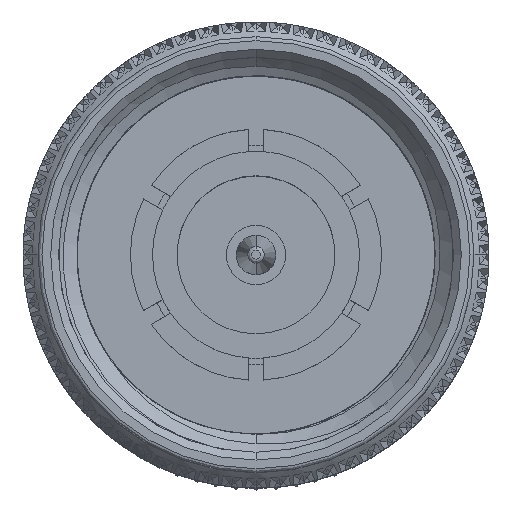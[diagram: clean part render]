
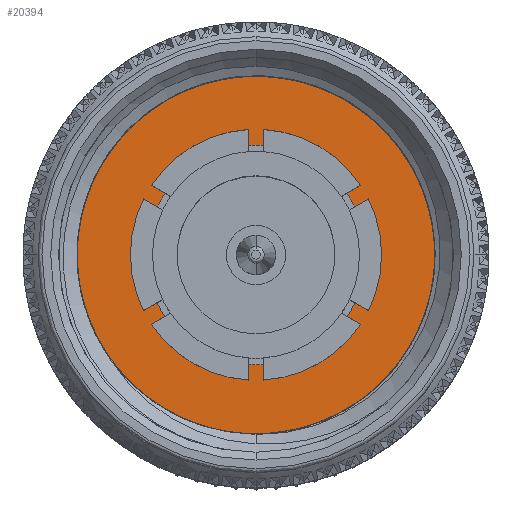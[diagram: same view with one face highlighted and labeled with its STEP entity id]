
A CAD part, top view. The second image highlights one B-rep face of the part: STEP entity #20394.
In plain terms, the highlighted face is planar.
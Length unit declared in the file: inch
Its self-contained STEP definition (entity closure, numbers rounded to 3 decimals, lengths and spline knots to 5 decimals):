
#592 = CARTESIAN_POINT ( 'NONE',  ( 0.315, 0.20673, -0.09651 ) ) ;
#1447 = CIRCLE ( 'NONE', #56728, 0.139 ) ;
#1887 = ORIENTED_EDGE ( 'NONE', *, *, #21785, .T. ) ;
#2216 = DIRECTION ( 'NONE',  ( -1., 0., 0. ) ) ;
#2325 = ORIENTED_EDGE ( 'NONE', *, *, #101716, .T. ) ;
#3091 = CARTESIAN_POINT ( 'NONE',  ( 0.315, -0.15286, -0.18864 ) ) ;
#3444 = CARTESIAN_POINT ( 'NONE',  ( 0.315, 0.16544, -0.15702 ) ) ;
#4775 = EDGE_CURVE ( 'NONE', #33947, #65831, #20622, .T. ) ;
#5885 = AXIS2_PLACEMENT_3D ( 'NONE', #96256, #25511, #26894 ) ;
#9328 = DIRECTION ( 'NONE',  ( -1., 0., 0. ) ) ;
#10652 = CARTESIAN_POINT ( 'NONE',  ( 0.315, 0.08056, -0.2182 ) ) ;
#11000 = CARTESIAN_POINT ( 'NONE',  ( 0.315, 0.14024, -0.18174 ) ) ;
#12428 = CIRCLE ( 'NONE', #67536, 0.25 ) ;
#12672 = VERTEX_POINT ( 'NONE', #49979 ) ;
#15692 = ORIENTED_EDGE ( 'NONE', *, *, #54100, .T. ) ;
#16059 = DIRECTION ( 'NONE',  ( 0., -1., 0. ) ) ;
#17881 = CARTESIAN_POINT ( 'NONE',  ( 0.315, -0.04579, -0.23348 ) ) ;
#18053 = ORIENTED_EDGE ( 'NONE', *, *, #30604, .F. ) ;
#18577 = CARTESIAN_POINT ( 'NONE',  ( 0.315, 0.04734, -0.23019 ) ) ;
#18920 = CARTESIAN_POINT ( 'NONE',  ( 0.315, -0.08002, -0.22563 ) ) ;
#20332 = CARTESIAN_POINT ( 'NONE',  ( 0.315, 0., 0. ) ) ;
#20394 = ADVANCED_FACE ( 'NONE', ( #94937, #34764 ), #66154, .T. ) ;
#20546 = AXIS2_PLACEMENT_3D ( 'NONE', #42841, #2216, #81220 ) ;
#20622 = CIRCLE ( 'NONE', #5885, 0.25 ) ;
#21785 = EDGE_CURVE ( 'NONE', #65831, #67990, #12428, .T. ) ;
#25456 = CARTESIAN_POINT ( 'NONE',  ( 0.315, -0.23591, -0.07778 ) ) ;
#25511 = DIRECTION ( 'NONE',  ( -1., 0., 0. ) ) ;
#26495 = CARTESIAN_POINT ( 'NONE',  ( 0.315, -0.09126, -0.22186 ) ) ;
#26841 = CARTESIAN_POINT ( 'NONE',  ( 0.315, 0.12157, -0.19591 ) ) ;
#26894 = DIRECTION ( 'NONE',  ( 0., -1., 0. ) ) ;
#30007 = DIRECTION ( 'NONE',  ( -1., 0., 0. ) ) ;
#30604 = EDGE_CURVE ( 'NONE', #12672, #43290, #1447, .T. ) ;
#33025 = CIRCLE ( 'NONE', #84687, 0.139 ) ;
#33267 = CARTESIAN_POINT ( 'NONE',  ( 0.315, 0., 0. ) ) ;
#33378 = CARTESIAN_POINT ( 'NONE',  ( 0.315, -0.24593, -0.04391 ) ) ;
#33728 = CARTESIAN_POINT ( 'NONE',  ( 0.315, -0.05727, -0.23143 ) ) ;
#33947 = VERTEX_POINT ( 'NONE', #34424 ) ;
#34420 = CARTESIAN_POINT ( 'NONE',  ( 0.315, -0.12317, -0.20757 ) ) ;
#34424 = CARTESIAN_POINT ( 'NONE',  ( 0.315, -0.24791, -0.03227 ) ) ;
#34764 = FACE_BOUND ( 'NONE', #92873, .T. ) ;
#41310 = CARTESIAN_POINT ( 'NONE',  ( 0.315, -0.24791, -0.03227 ) ) ;
#42343 = CARTESIAN_POINT ( 'NONE',  ( 0.315, -0.19503, -0.1484 ) ) ;
#42841 = CARTESIAN_POINT ( 'NONE',  ( 0.315, 0., 0. ) ) ;
#43290 = VERTEX_POINT ( 'NONE', #78268 ) ;
#45346 = VECTOR ( 'NONE', #93708, 39.37008 ) ;
#45469 = CARTESIAN_POINT ( 'NONE',  ( 0.315, -0.25, 0. ) ) ;
#47764 = CARTESIAN_POINT ( 'NONE',  ( 0.315, 0.2227, -0.0496 ) ) ;
#48544 = CARTESIAN_POINT ( 'NONE',  ( 0.315, 0., 0. ) ) ;
#49185 = CARTESIAN_POINT ( 'NONE',  ( 0.315, -0.01084, -0.23625 ) ) ;
#49979 = CARTESIAN_POINT ( 'NONE',  ( 0.315, -0.139, 0. ) ) ;
#52515 = B_SPLINE_CURVE_WITH_KNOTS ( 'NONE', 3,
 ( #94772, #55971, #47764, #592, #87540, #55649 ),
 .UNSPECIFIED., .F., .F.,
 ( 4, 2, 4 ),
 ( 0., 0.00189, 0.00378 ),
 .UNSPECIFIED. ) ;
#54100 = EDGE_CURVE ( 'NONE', #60770, #33947, #71639, .T. ) ;
#55649 = CARTESIAN_POINT ( 'NONE',  ( 0.315, 0.17973, -0.13833 ) ) ;
#55971 = CARTESIAN_POINT ( 'NONE',  ( 0.315, 0.2268, -0.02482 ) ) ;
#56646 = ORIENTED_EDGE ( 'NONE', *, *, #92793, .T. ) ;
#56728 = AXIS2_PLACEMENT_3D ( 'NONE', #20332, #30007, #69139 ) ;
#57099 = CARTESIAN_POINT ( 'NONE',  ( 0.315, 0.14913, -0.17387 ) ) ;
#58137 = CARTESIAN_POINT ( 'NONE',  ( 0.315, -0.21552, -0.11965 ) ) ;
#58472 = CARTESIAN_POINT ( 'NONE',  ( 0.315, -0.14317, -0.1955 ) ) ;
#60770 = VERTEX_POINT ( 'NONE', #86974 ) ;
#63226 = CARTESIAN_POINT ( 'NONE',  ( 0.315, 0., 0. ) ) ;
#64372 = DIRECTION ( 'NONE',  ( 0., -1., 0. ) ) ;
#64543 = EDGE_LOOP ( 'NONE', ( #73419, #1887, #56646, #2325, #15692 ) ) ;
#64666 = CARTESIAN_POINT ( 'NONE',  ( 0.315, -0.22135, -0.10953 ) ) ;
#65831 = VERTEX_POINT ( 'NONE', #45469 ) ;
#66008 = CARTESIAN_POINT ( 'NONE',  ( 0.315, -0.17936, -0.16566 ) ) ;
#66154 = PLANE ( 'NONE',  #20546 ) ;
#67536 = AXIS2_PLACEMENT_3D ( 'NONE', #48544, #9328, #64372 ) ;
#67990 = VERTEX_POINT ( 'NONE', #85228 ) ;
#68253 = VERTEX_POINT ( 'NONE', #82731 ) ;
#69139 = DIRECTION ( 'NONE',  ( 0., -1., 0. ) ) ;
#71639 = B_SPLINE_CURVE_WITH_KNOTS ( 'NONE', 3,
 ( #81774, #97587, #3444, #57099, #11000, #26841, #88658, #81074, #10652, #18577, #72871, #49185, #73580, #17881, #33728, #18920, #26495, #81421, #34420, #58472, #3091, #89335, #66008, #42343, #97254, #58137, #64666, #72535, #25456, #80373, #33378, #41310 ),
 .UNSPECIFIED., .F., .F.,
 ( 4, 2, 2, 2, 2, 2, 2, 2, 2, 2, 2, 2, 2, 2, 2, 4 ),
 ( 0., 0.00089, 0.00179, 0.00268, 0.00357, 0.00536, 0.00625, 0.00714, 0.00804, 0.00893, 0.00982, 0.01072, 0.01161, 0.0125, 0.0134, 0.01429 ),
 .UNSPECIFIED. ) ;
#72535 = CARTESIAN_POINT ( 'NONE',  ( 0.315, -0.23155, -0.08859 ) ) ;
#72871 = CARTESIAN_POINT ( 'NONE',  ( 0.315, 0.02449, -0.23471 ) ) ;
#73419 = ORIENTED_EDGE ( 'NONE', *, *, #4775, .T. ) ;
#73580 = CARTESIAN_POINT ( 'NONE',  ( 0.315, -0.02259, -0.23588 ) ) ;
#78268 = CARTESIAN_POINT ( 'NONE',  ( 0.315, 0.139, 0. ) ) ;
#80373 = CARTESIAN_POINT ( 'NONE',  ( 0.315, -0.24311, -0.05542 ) ) ;
#81074 = CARTESIAN_POINT ( 'NONE',  ( 0.315, 0.09131, -0.21337 ) ) ;
#81220 = DIRECTION ( 'NONE',  ( 0., -1., 0. ) ) ;
#81421 = CARTESIAN_POINT ( 'NONE',  ( 0.315, -0.11279, -0.21284 ) ) ;
#81774 = CARTESIAN_POINT ( 'NONE',  ( 0.315, 0.17973, -0.13833 ) ) ;
#82731 = CARTESIAN_POINT ( 'NONE',  ( 0.315, 0.2268, 0. ) ) ;
#84687 = AXIS2_PLACEMENT_3D ( 'NONE', #63226, #102008, #16059 ) ;
#85228 = CARTESIAN_POINT ( 'NONE',  ( 0.315, 0.25, 0. ) ) ;
#86974 = CARTESIAN_POINT ( 'NONE',  ( 0.315, 0.17973, -0.13833 ) ) ;
#87101 = LINE ( 'NONE', #33267, #45346 ) ;
#87540 = CARTESIAN_POINT ( 'NONE',  ( 0.315, 0.19487, -0.11866 ) ) ;
#88658 = CARTESIAN_POINT ( 'NONE',  ( 0.315, 0.11178, -0.20223 ) ) ;
#89335 = CARTESIAN_POINT ( 'NONE',  ( 0.315, -0.17094, -0.17372 ) ) ;
#91200 = ORIENTED_EDGE ( 'NONE', *, *, #100637, .F. ) ;
#92793 = EDGE_CURVE ( 'NONE', #67990, #68253, #87101, .T. ) ;
#92873 = EDGE_LOOP ( 'NONE', ( #91200, #18053 ) ) ;
#93708 = DIRECTION ( 'NONE',  ( 0., -1., 0. ) ) ;
#94772 = CARTESIAN_POINT ( 'NONE',  ( 0.315, 0.2268, 0. ) ) ;
#94937 = FACE_OUTER_BOUND ( 'NONE', #64543, .T. ) ;
#96256 = CARTESIAN_POINT ( 'NONE',  ( 0.315, 0., 0. ) ) ;
#97254 = CARTESIAN_POINT ( 'NONE',  ( 0.315, -0.2023, -0.13917 ) ) ;
#97587 = CARTESIAN_POINT ( 'NONE',  ( 0.315, 0.17294, -0.148 ) ) ;
#100637 = EDGE_CURVE ( 'NONE', #43290, #12672, #33025, .T. ) ;
#101716 = EDGE_CURVE ( 'NONE', #68253, #60770, #52515, .T. ) ;
#102008 = DIRECTION ( 'NONE',  ( -1., 0., 0. ) ) ;
